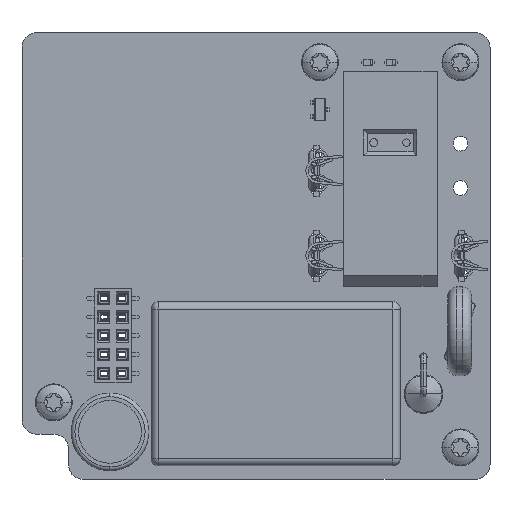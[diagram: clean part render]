
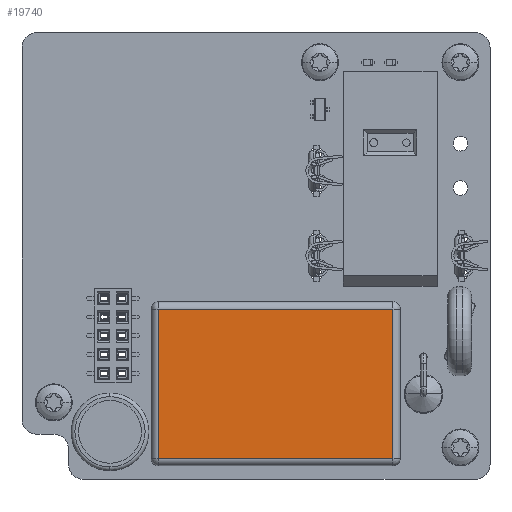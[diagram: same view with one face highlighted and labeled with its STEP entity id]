
A CAD part, top view. The second image highlights one B-rep face of the part: STEP entity #19740.
In plain terms, the highlighted planar face has unit normal (0, 0, 1).
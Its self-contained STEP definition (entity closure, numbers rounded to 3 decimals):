
#19355 = VERTEX_POINT('',#19356);
#19356 = CARTESIAN_POINT('',(15.85,-10.1,15.));
#19422 = VERTEX_POINT('',#19423);
#19423 = CARTESIAN_POINT('',(15.85,10.1,15.));
#19489 = VERTEX_POINT('',#19490);
#19490 = CARTESIAN_POINT('',(-15.85,-10.1,15.));
#19556 = EDGE_CURVE('',#19355,#19489,#19557,.T.);
#19557 = LINE('',#19558,#19559);
#19558 = CARTESIAN_POINT('',(-8.425,-10.1,15.));
#19559 = VECTOR('',#19560,1.);
#19560 = DIRECTION('',(-1.,0.,0.));
#19578 = VERTEX_POINT('',#19579);
#19579 = CARTESIAN_POINT('',(-15.85,10.1,15.));
#19645 = EDGE_CURVE('',#19489,#19578,#19646,.T.);
#19646 = LINE('',#19647,#19648);
#19647 = CARTESIAN_POINT('',(-15.85,5.55,15.));
#19648 = VECTOR('',#19649,1.);
#19649 = DIRECTION('',(0.,1.,0.));
#19667 = EDGE_CURVE('',#19578,#19422,#19668,.T.);
#19668 = LINE('',#19669,#19670);
#19669 = CARTESIAN_POINT('',(8.425,10.1,15.));
#19670 = VECTOR('',#19671,1.);
#19671 = DIRECTION('',(1.,0.,0.));
#19689 = EDGE_CURVE('',#19422,#19355,#19690,.T.);
#19690 = LINE('',#19691,#19692);
#19691 = CARTESIAN_POINT('',(15.85,-5.55,15.));
#19692 = VECTOR('',#19693,1.);
#19693 = DIRECTION('',(0.,-1.,0.));
#19740 = ADVANCED_FACE('',(#19741),#19747,.T.);
#19741 = FACE_BOUND('',#19742,.T.);
#19742 = EDGE_LOOP('',(#19743,#19744,#19745,#19746));
#19743 = ORIENTED_EDGE('',*,*,#19556,.F.);
#19744 = ORIENTED_EDGE('',*,*,#19689,.F.);
#19745 = ORIENTED_EDGE('',*,*,#19667,.F.);
#19746 = ORIENTED_EDGE('',*,*,#19645,.F.);
#19747 = PLANE('',#19748);
#19748 = AXIS2_PLACEMENT_3D('',#19749,#19750,#19751);
#19749 = CARTESIAN_POINT('',(0.,0.,15.));
#19750 = DIRECTION('',(0.,0.,1.));
#19751 = DIRECTION('',(1.,0.,-0.));
